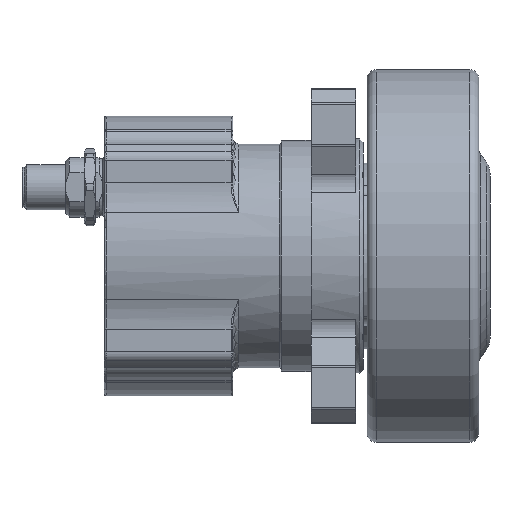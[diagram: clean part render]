
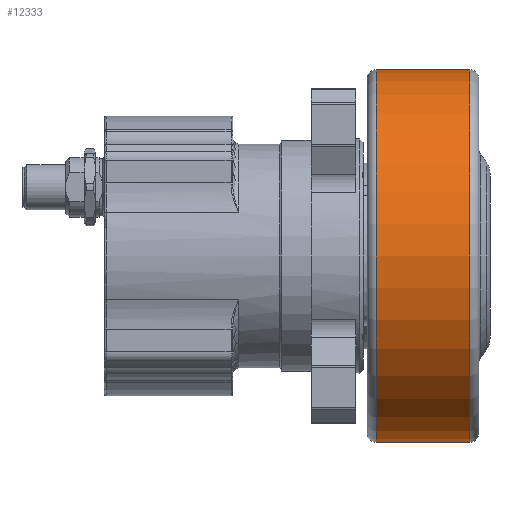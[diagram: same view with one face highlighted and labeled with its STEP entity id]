
A CAD part, front view. The second image highlights one B-rep face of the part: STEP entity #12333.
In plain terms, the highlighted cylindrical face has radius 50 mm (diameter 100 mm), a full revolution.
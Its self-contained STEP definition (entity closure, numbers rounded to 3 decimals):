
#744=FACE_OUTER_BOUND('',#1474,.T.);
#1474=EDGE_LOOP('',(#7770,#7771,#7772,#7773,#7774,#7775));
#2298=LINE('',#18519,#3141);
#3141=VECTOR('',#14634,50.);
#3983=CIRCLE('',#13088,50.);
#3986=CIRCLE('',#13091,50.);
#3987=CIRCLE('',#13093,50.);
#3988=CIRCLE('',#13094,50.);
#4801=VERTEX_POINT('',#18510);
#4802=VERTEX_POINT('',#18511);
#4804=VERTEX_POINT('',#18518);
#4805=VERTEX_POINT('',#18520);
#5955=EDGE_CURVE('',#4801,#4802,#3983,.T.);
#5958=EDGE_CURVE('',#4802,#4801,#3986,.T.);
#5959=EDGE_CURVE('',#4801,#4804,#2298,.T.);
#5960=EDGE_CURVE('',#4805,#4804,#3987,.T.);
#5961=EDGE_CURVE('',#4804,#4805,#3988,.T.);
#7770=ORIENTED_EDGE('',*,*,#5955,.F.);
#7771=ORIENTED_EDGE('',*,*,#5959,.T.);
#7772=ORIENTED_EDGE('',*,*,#5960,.F.);
#7773=ORIENTED_EDGE('',*,*,#5961,.F.);
#7774=ORIENTED_EDGE('',*,*,#5959,.F.);
#7775=ORIENTED_EDGE('',*,*,#5958,.F.);
#11369=CYLINDRICAL_SURFACE('',#13092,50.);
#12333=ADVANCED_FACE('',(#744),#11369,.T.);
#13088=AXIS2_PLACEMENT_3D('',#18512,#14624,#14625);
#13091=AXIS2_PLACEMENT_3D('',#18516,#14630,#14631);
#13092=AXIS2_PLACEMENT_3D('',#18517,#14632,#14633);
#13093=AXIS2_PLACEMENT_3D('',#18521,#14635,#14636);
#13094=AXIS2_PLACEMENT_3D('',#18522,#14637,#14638);
#14624=DIRECTION('center_axis',(1.,0.,0.));
#14625=DIRECTION('ref_axis',(0.,1.,0.));
#14630=DIRECTION('center_axis',(1.,0.,0.));
#14631=DIRECTION('ref_axis',(0.,1.,0.));
#14632=DIRECTION('center_axis',(1.,0.,0.));
#14633=DIRECTION('ref_axis',(0.,1.,0.));
#14634=DIRECTION('',(-1.,0.,0.));
#14635=DIRECTION('center_axis',(-1.,0.,0.));
#14636=DIRECTION('ref_axis',(0.,1.,0.));
#14637=DIRECTION('center_axis',(-1.,0.,0.));
#14638=DIRECTION('ref_axis',(0.,1.,0.));
#18510=CARTESIAN_POINT('',(12.5,-50.,0.));
#18511=CARTESIAN_POINT('',(12.5,0.,-50.));
#18512=CARTESIAN_POINT('Origin',(12.5,0.,0.));
#18516=CARTESIAN_POINT('Origin',(12.5,0.,0.));
#18517=CARTESIAN_POINT('Origin',(0.,0.,
0.));
#18518=CARTESIAN_POINT('',(-12.5,-50.,0.));
#18519=CARTESIAN_POINT('',(0.,-50.,0.));
#18520=CARTESIAN_POINT('',(-12.5,0.,50.));
#18521=CARTESIAN_POINT('Origin',(-12.5,0.,0.));
#18522=CARTESIAN_POINT('Origin',(-12.5,0.,0.));
